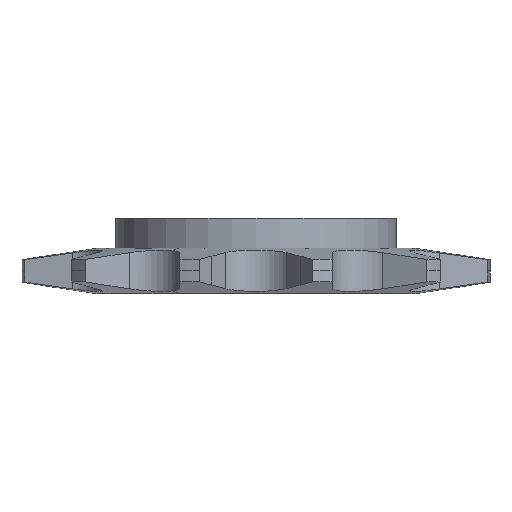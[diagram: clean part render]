
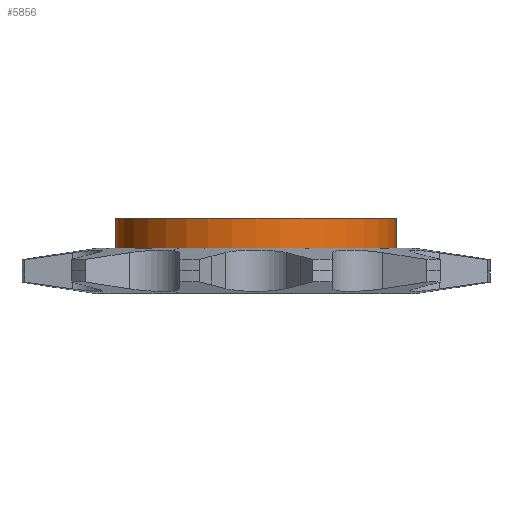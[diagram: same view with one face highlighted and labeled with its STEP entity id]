
A CAD part, top view. The second image highlights one B-rep face of the part: STEP entity #5856.
In plain terms, the highlighted cylindrical face has radius 18.7 mm (diameter 37.4 mm), a partial arc.
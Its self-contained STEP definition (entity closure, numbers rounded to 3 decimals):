
#5800=CARTESIAN_POINT('Axis2P3D Location',(0.,4.,0.)) ;
#5805=CARTESIAN_POINT('Line Origine',(18.7,5.,0.)) ;
#5809=CARTESIAN_POINT('Vertex',(18.7,3.,0.)) ;
#5811=CARTESIAN_POINT('Vertex',(18.7,7.,0.)) ;
#5818=CARTESIAN_POINT('Vertex',(-18.7,3.,0.)) ;
#5821=CARTESIAN_POINT('Line Origine',(-18.7,5.,0.)) ;
#5825=CARTESIAN_POINT('Vertex',(-18.7,7.,0.)) ;
#5840=CARTESIAN_POINT('Axis2P3D Location',(0.,3.,0.)) ;
#5845=CARTESIAN_POINT('Axis2P3D Location',(0.,7.,0.)) ;
#5801=DIRECTION('Axis2P3D Direction',(0.,1.,-0.)) ;
#5802=DIRECTION('Axis2P3D XDirection',(-1.,0.,0.)) ;
#5806=DIRECTION('Vector Direction',(0.,1.,0.)) ;
#5822=DIRECTION('Vector Direction',(0.,1.,0.)) ;
#5841=DIRECTION('Axis2P3D Direction',(0.,1.,-0.)) ;
#5846=DIRECTION('Axis2P3D Direction',(0.,1.,-0.)) ;
#5803=AXIS2_PLACEMENT_3D('Cylinder Axis2P3D',#5800,#5801,#5802) ;
#5842=AXIS2_PLACEMENT_3D('Circle Axis2P3D',#5840,#5841,$) ;
#5847=AXIS2_PLACEMENT_3D('Circle Axis2P3D',#5845,#5846,$) ;
#5851=ORIENTED_EDGE('',*,*,#5827,.F.) ;
#5852=ORIENTED_EDGE('',*,*,#5844,.T.) ;
#5853=ORIENTED_EDGE('',*,*,#5813,.T.) ;
#5854=ORIENTED_EDGE('',*,*,#5849,.F.) ;
#5807=VECTOR('Line Direction',#5806,1.) ;
#5823=VECTOR('Line Direction',#5822,1.) ;
#5856=ADVANCED_FACE('\X2\96F64EF651E04F554F53\X0\',(#5855),#5804,.T.) ;
#5843=CIRCLE('generated circle',#5842,18.7) ;
#5848=CIRCLE('generated circle',#5847,18.7) ;
#5804=CYLINDRICAL_SURFACE('generated cylinder',#5803,18.7) ;
#5813=EDGE_CURVE('',#5810,#5812,#5808,.T.) ;
#5827=EDGE_CURVE('',#5819,#5826,#5824,.T.) ;
#5844=EDGE_CURVE('',#5819,#5810,#5843,.T.) ;
#5849=EDGE_CURVE('',#5826,#5812,#5848,.T.) ;
#5850=EDGE_LOOP('',(#5851,#5852,#5853,#5854)) ;
#5855=FACE_OUTER_BOUND('',#5850,.T.) ;
#5808=LINE('Line',#5805,#5807) ;
#5824=LINE('Line',#5821,#5823) ;
#5810=VERTEX_POINT('',#5809) ;
#5812=VERTEX_POINT('',#5811) ;
#5819=VERTEX_POINT('',#5818) ;
#5826=VERTEX_POINT('',#5825) ;
